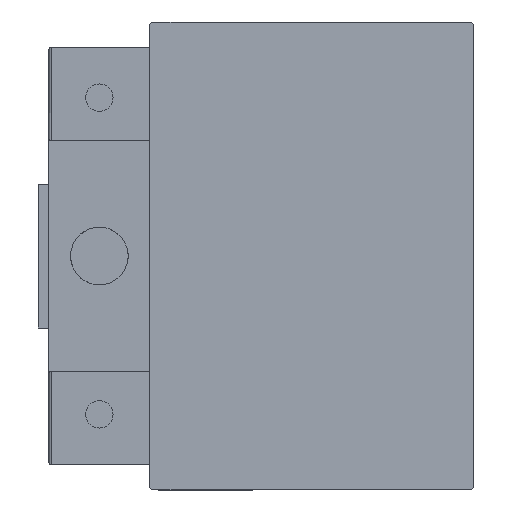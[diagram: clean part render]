
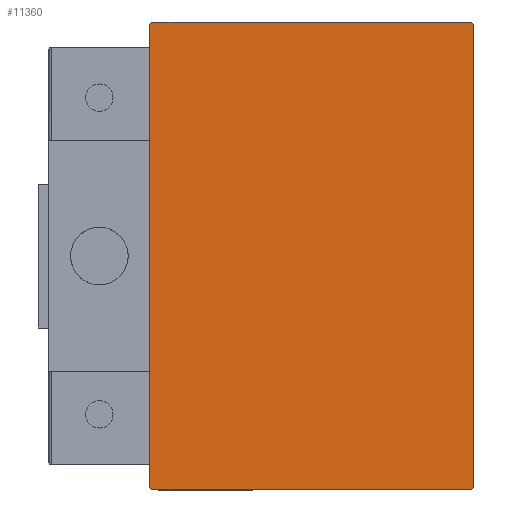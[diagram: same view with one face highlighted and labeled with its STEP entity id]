
A CAD part, left-side view. The second image highlights one B-rep face of the part: STEP entity #11360.
In plain terms, the highlighted face is planar.
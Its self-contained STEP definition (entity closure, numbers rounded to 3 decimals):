
#185 = VERTEX_POINT ( 'NONE', #16900 ) ;
#1705 = DIRECTION ( 'NONE',  ( 0., 0., 1. ) ) ;
#3354 = ORIENTED_EDGE ( 'NONE', *, *, #38468, .T. ) ;
#4719 = DIRECTION ( 'NONE',  ( 0., 0.707, -0.707 ) ) ;
#4956 = ORIENTED_EDGE ( 'NONE', *, *, #39602, .T. ) ;
#5218 = VECTOR ( 'NONE', #1705, 1000. ) ;
#5419 = LINE ( 'NONE', #32392, #13273 ) ;
#5588 = ORIENTED_EDGE ( 'NONE', *, *, #47933, .T. ) ;
#5753 = DIRECTION ( 'NONE',  ( 1., 0., 0. ) ) ;
#7494 = LINE ( 'NONE', #8490, #43472 ) ;
#7681 = VECTOR ( 'NONE', #42593, 1000. ) ;
#8333 = CARTESIAN_POINT ( 'NONE',  ( 70., -22.5, 32.5 ) ) ;
#8490 = CARTESIAN_POINT ( 'NONE',  ( 70., -27.35, -27.35 ) ) ;
#8562 = LINE ( 'NONE', #31281, #9673 ) ;
#9223 = CARTESIAN_POINT ( 'NONE',  ( 70., 22.5, -32.5 ) ) ;
#9673 = VECTOR ( 'NONE', #47242, 1000. ) ;
#10085 = CARTESIAN_POINT ( 'NONE',  ( 70., -22.5, 32.2 ) ) ;
#11143 = ORIENTED_EDGE ( 'NONE', *, *, #15686, .T. ) ;
#11360 = ADVANCED_FACE ( 'NONE', ( #32734 ), #28737, .T. ) ;
#12411 = VERTEX_POINT ( 'NONE', #20770 ) ;
#13235 = LINE ( 'NONE', #9223, #5218 ) ;
#13273 = VECTOR ( 'NONE', #43632, 1000. ) ;
#13515 = CARTESIAN_POINT ( 'NONE',  ( 70., 0., 0. ) ) ;
#14132 = CARTESIAN_POINT ( 'NONE',  ( 70., 22.5, -32.2 ) ) ;
#14707 = DIRECTION ( 'NONE',  ( 0., -0.707, 0.707 ) ) ;
#15686 = EDGE_CURVE ( 'NONE', #32110, #185, #30866, .T. ) ;
#16900 = CARTESIAN_POINT ( 'NONE',  ( 70., 22.2, -32.5 ) ) ;
#20354 = EDGE_LOOP ( 'NONE', ( #11143, #4956, #3354, #35918, #5588, #23364, #36197, #39715 ) ) ;
#20761 = DIRECTION ( 'NONE',  ( 0., 0., -1. ) ) ;
#20770 = CARTESIAN_POINT ( 'NONE',  ( 70., -22.2, 32.5 ) ) ;
#22858 = VERTEX_POINT ( 'NONE', #38824 ) ;
#23315 = DIRECTION ( 'NONE',  ( 0., 0., -1. ) ) ;
#23364 = ORIENTED_EDGE ( 'NONE', *, *, #25191, .T. ) ;
#23744 = VECTOR ( 'NONE', #39723, 1000. ) ;
#24336 = VERTEX_POINT ( 'NONE', #24997 ) ;
#24525 = EDGE_CURVE ( 'NONE', #24336, #32110, #7494, .T. ) ;
#24997 = CARTESIAN_POINT ( 'NONE',  ( 70., -22.5, -32.2 ) ) ;
#25191 = EDGE_CURVE ( 'NONE', #12411, #48903, #8562, .T. ) ;
#25941 = CARTESIAN_POINT ( 'NONE',  ( 70., 27.35, 27.35 ) ) ;
#28737 = PLANE ( 'NONE',  #43540 ) ;
#28937 = LINE ( 'NONE', #25941, #34988 ) ;
#29034 = VERTEX_POINT ( 'NONE', #14132 ) ;
#30866 = LINE ( 'NONE', #46094, #7681 ) ;
#31281 = CARTESIAN_POINT ( 'NONE',  ( 70., -27.35, 27.35 ) ) ;
#31299 = LINE ( 'NONE', #8333, #42078 ) ;
#32110 = VERTEX_POINT ( 'NONE', #44455 ) ;
#32392 = CARTESIAN_POINT ( 'NONE',  ( 70., 27.35, -27.35 ) ) ;
#32734 = FACE_OUTER_BOUND ( 'NONE', #20354, .T. ) ;
#34988 = VECTOR ( 'NONE', #14707, 1000. ) ;
#35918 = ORIENTED_EDGE ( 'NONE', *, *, #48692, .T. ) ;
#36197 = ORIENTED_EDGE ( 'NONE', *, *, #46701, .T. ) ;
#36703 = CARTESIAN_POINT ( 'NONE',  ( 70., 22.5, 32.5 ) ) ;
#38468 = EDGE_CURVE ( 'NONE', #29034, #40708, #13235, .T. ) ;
#38824 = CARTESIAN_POINT ( 'NONE',  ( 70., 22.2, 32.5 ) ) ;
#39602 = EDGE_CURVE ( 'NONE', #185, #29034, #5419, .T. ) ;
#39715 = ORIENTED_EDGE ( 'NONE', *, *, #24525, .T. ) ;
#39723 = DIRECTION ( 'NONE',  ( 0., -1., 0. ) ) ;
#40708 = VERTEX_POINT ( 'NONE', #46319 ) ;
#42078 = VECTOR ( 'NONE', #23315, 1000. ) ;
#42593 = DIRECTION ( 'NONE',  ( 0., 1., 0. ) ) ;
#43472 = VECTOR ( 'NONE', #4719, 1000. ) ;
#43540 = AXIS2_PLACEMENT_3D ( 'NONE', #13515, #5753, #20761 ) ;
#43632 = DIRECTION ( 'NONE',  ( 0., 0.707, 0.707 ) ) ;
#44455 = CARTESIAN_POINT ( 'NONE',  ( 70., -22.2, -32.5 ) ) ;
#46094 = CARTESIAN_POINT ( 'NONE',  ( 70., -22.5, -32.5 ) ) ;
#46319 = CARTESIAN_POINT ( 'NONE',  ( 70., 22.5, 32.2 ) ) ;
#46701 = EDGE_CURVE ( 'NONE', #48903, #24336, #31299, .T. ) ;
#47242 = DIRECTION ( 'NONE',  ( 0., -0.707, -0.707 ) ) ;
#47699 = LINE ( 'NONE', #36703, #23744 ) ;
#47933 = EDGE_CURVE ( 'NONE', #22858, #12411, #47699, .T. ) ;
#48692 = EDGE_CURVE ( 'NONE', #40708, #22858, #28937, .T. ) ;
#48903 = VERTEX_POINT ( 'NONE', #10085 ) ;
